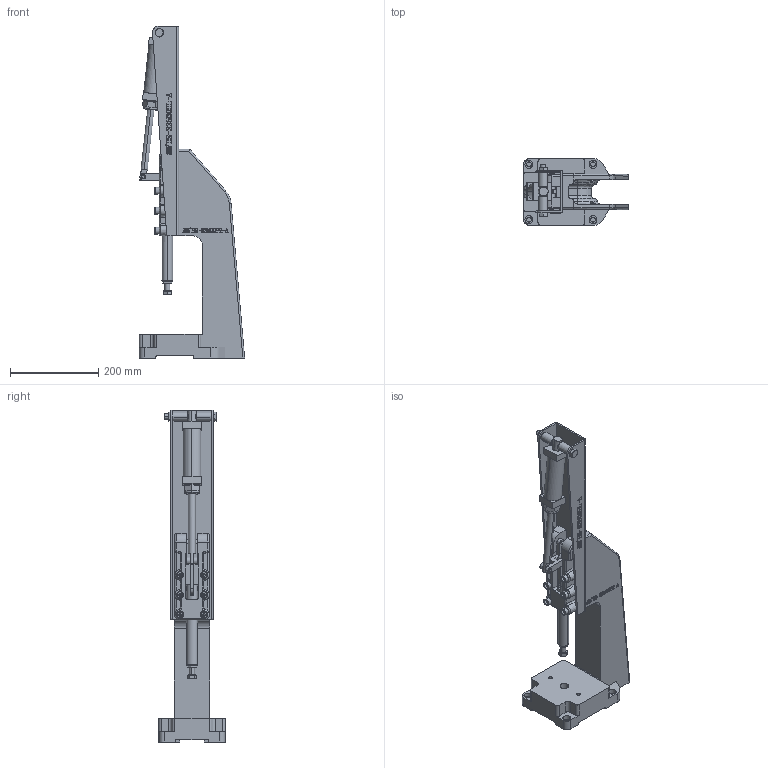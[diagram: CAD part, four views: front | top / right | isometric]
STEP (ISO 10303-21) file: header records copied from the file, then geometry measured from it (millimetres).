
FILE_DESCRIPTION (( 'STEP AP203' ), '1' );
FILE_NAME ('HS-32500PR-A .STEP', '2019-10-11T06:08:43', ( '微软用户' ), ( '微软中国' ), 'SwSTEP 2.0', 'SolidWorks 2012', '' );
FILE_SCHEMA (( 'CONFIG_CONTROL_DESIGN' ));
Products named in the file (19): HS-32500PR-A ; hexagon thin nut (grades a and b) as_AS 1112.4 AB- M12-N; hex bolt gradec_as_AS 1111.1 - M12 x 80 x 30-WN; hexagon socket head cap screw_as_AS 1420 - M10 x 60-N; HS-32500HL-A 蚾饜极; 种杶; 种2; 种1; hex thin nuts-grades ab-chamfered gb_GB_FASTENER_NUT_STNAB M12-N; hexagon head bolts-full thread gb_GB_FASTENER_BOLT_STBAB A M12X110-N; 蚐詰; 挴裝; 蹟譫; 蟀裝2; 蟀裝; 活塞杆; 菁釱; 菁殤; 盓殤菁釱
Assembly tree (25 placements, depth 3):
  HS-32500PR-A 
    盓殤菁釱
    HS-32500HL-A 蚾饜极
      菁殤
      菁釱
      活塞杆
      蟀裝
      蟀裝2
      蹟譫
      挴裝
      蚐詰
      hexagon head bolts-full thread gb_GB_FASTENER_BOLT_STBAB A M12X110-N
      hex thin nuts-grades ab-chamfered gb_GB_FASTENER_NUT_STNAB M12-N
      种1  x2
      种2
      种杶  x2
    hexagon socket head cap screw_as_AS 1420 - M10 x 60-N  x6
    hex bolt gradec_as_AS 1111.1 - M12 x 80 x 30-WN
    hexagon thin nut (grades a and b) as_AS 1112.4 AB- M12-N
Bounding box: 238 x 150 x 751 mm (x, y, z)
Volume: 3637677.5 mm3; surface area: 671172.1 mm2
Topology: 24 solids, 24 shells, 1632 faces, 4242 edges, 2730 vertices
Faces by surface type: plane 770, bspline 403, cylinder 338, cone 97, torus 24
Entity records: 65011 total; most frequent: CARTESIAN_POINT 28743, ORIENTED_EDGE 7760, DIRECTION 5842, EDGE_CURVE 3880, VERTEX_POINT 2531, VECTOR 2264, LINE 2264, AXIS2_PLACEMENT_3D 1789
